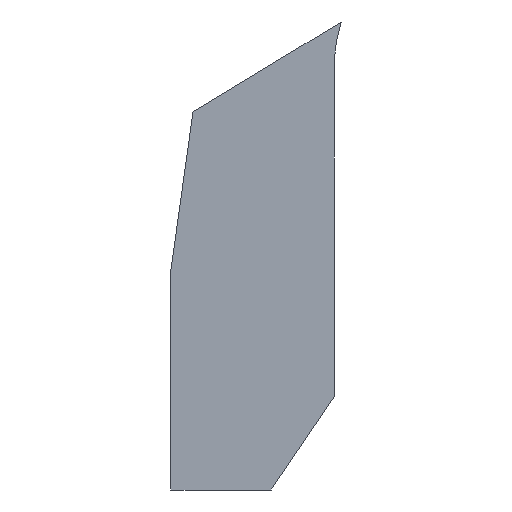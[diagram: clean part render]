
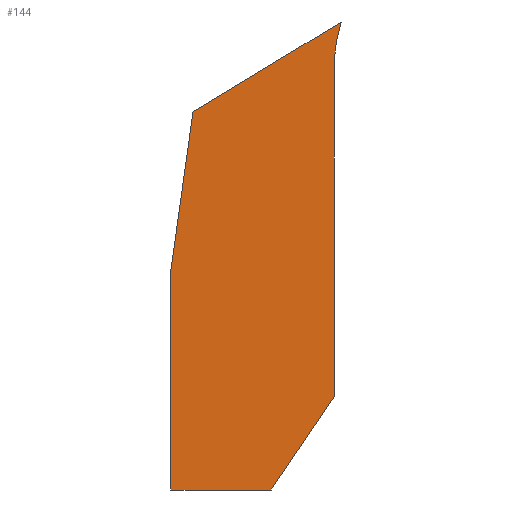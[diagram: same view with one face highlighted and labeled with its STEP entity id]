
A CAD part, left-side view. The second image highlights one B-rep face of the part: STEP entity #144.
In plain terms, the highlighted planar face has unit normal (-1, 0, 0).
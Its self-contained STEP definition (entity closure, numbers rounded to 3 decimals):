
#1=CARTESIAN_POINT('',(-1.5,87.179,-81.01));
#2=CARTESIAN_POINT('',(-1.5,87.292,-81.4));
#3=CARTESIAN_POINT('',(-1.5,87.673,-82.748));
#4=CARTESIAN_POINT('',(-1.5,88.263,-85.074));
#5=CARTESIAN_POINT('',(-1.5,88.88,-88.006));
#6=CARTESIAN_POINT('',(-1.5,89.373,-90.968));
#7=CARTESIAN_POINT('',(-1.5,89.732,-93.955));
#8=CARTESIAN_POINT('',(-1.5,89.951,-96.966));
#9=CARTESIAN_POINT('',(-1.5,90.,-98.987));
#10=CARTESIAN_POINT('',(-1.5,90.,-100.));
#12=DIRECTION('',(0.,0.,-1.));
#13=VECTOR('',#12,139.711);
#14=CARTESIAN_POINT('',(-1.5,90.,-100.));
#15=LINE('',#14,#13);
#16=DIRECTION('',(0.,0.56,-0.828));
#17=VECTOR('',#16,47.829);
#18=CARTESIAN_POINT('',(-1.5,90.,-239.711));
#19=LINE('',#18,#17);
#20=DIRECTION('',(0.,1.,0.));
#21=VECTOR('',#20,42.454);
#22=CARTESIAN_POINT('',(-1.5,116.787,-279.335));
#23=LINE('',#22,#21);
#24=DIRECTION('',(0.,0.,1.));
#25=VECTOR('',#24,93.355);
#26=CARTESIAN_POINT('',(-1.5,159.241,-279.335));
#27=LINE('',#26,#25);
#28=DIRECTION('',(0.,-0.138,0.99));
#29=VECTOR('',#28,67.401);
#30=CARTESIAN_POINT('',(-1.5,159.241,-185.98));
#31=LINE('',#30,#29);
#32=DIRECTION('',(0.,-0.854,0.52));
#33=VECTOR('',#32,73.481);
#34=CARTESIAN_POINT('',(-1.5,149.941,-119.224));
#35=LINE('',#34,#33);
#99=VERTEX_POINT('',#1);
#100=VERTEX_POINT('',#10);
#101=CARTESIAN_POINT('',(-1.5,90.,-239.711));
#102=VERTEX_POINT('',#101);
#103=CARTESIAN_POINT('',(-1.5,116.787,-279.335));
#104=VERTEX_POINT('',#103);
#105=CARTESIAN_POINT('',(-1.5,159.241,-279.335));
#106=VERTEX_POINT('',#105);
#107=CARTESIAN_POINT('',(-1.5,159.241,-185.98));
#108=VERTEX_POINT('',#107);
#109=CARTESIAN_POINT('',(-1.5,149.941,-119.224));
#110=VERTEX_POINT('',#109);
#123=CARTESIAN_POINT('',(-1.5,0.,0.));
#124=DIRECTION('',(1.,0.,0.));
#125=DIRECTION('',(0.,0.,-1.));
#126=AXIS2_PLACEMENT_3D('',#123,#124,#125);
#127=PLANE('',#126);
#129=ORIENTED_EDGE('',*,*,#128,.T.);
#131=ORIENTED_EDGE('',*,*,#130,.T.);
#133=ORIENTED_EDGE('',*,*,#132,.T.);
#135=ORIENTED_EDGE('',*,*,#134,.T.);
#137=ORIENTED_EDGE('',*,*,#136,.T.);
#139=ORIENTED_EDGE('',*,*,#138,.T.);
#141=ORIENTED_EDGE('',*,*,#140,.T.);
#142=EDGE_LOOP('',(#129,#131,#133,#135,#137,#139,#141));
#143=FACE_OUTER_BOUND('',#142,.F.);
#144=ADVANCED_FACE('',(#143),#127,.F.);
#11=B_SPLINE_CURVE_WITH_KNOTS('',3,(#1,#2,#3,#4,#5,#6,#7,#8,#9,#10),
.UNSPECIFIED.,.F.,.F.,(4,1,1,1,1,1,1,4),(0.,0.064,
0.22,0.376,0.532,0.688,
0.844,1.),.UNSPECIFIED.);
#128=EDGE_CURVE('',#99,#100,#11,.T.);
#130=EDGE_CURVE('',#100,#102,#15,.T.);
#132=EDGE_CURVE('',#102,#104,#19,.T.);
#134=EDGE_CURVE('',#104,#106,#23,.T.);
#136=EDGE_CURVE('',#106,#108,#27,.T.);
#138=EDGE_CURVE('',#108,#110,#31,.T.);
#140=EDGE_CURVE('',#110,#99,#35,.T.);
